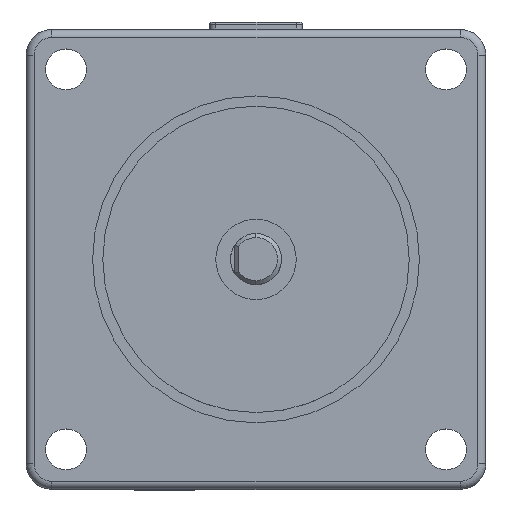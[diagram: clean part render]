
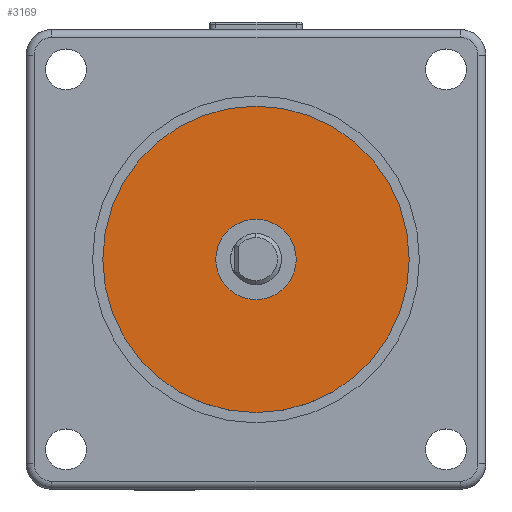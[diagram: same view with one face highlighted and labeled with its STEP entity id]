
A CAD part, top view. The second image highlights one B-rep face of the part: STEP entity #3169.
In plain terms, the highlighted planar face has unit normal (0, 0, 1).
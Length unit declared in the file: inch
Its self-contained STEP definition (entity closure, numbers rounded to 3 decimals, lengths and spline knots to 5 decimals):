
#13 = VERTEX_POINT ( 'NONE', #3404 ) ;
#20 = VERTEX_POINT ( 'NONE', #3348 ) ;
#23 = VERTEX_POINT ( 'NONE', #3367 ) ;
#204 = EDGE_LOOP ( 'NONE', ( #2447, #2450 ) ) ;
#207 = EDGE_LOOP ( 'NONE', ( #2538, #2448 ) ) ;
#452 = EDGE_CURVE ( 'NONE', #13, #3413, #2910, .T. ) ;
#532 = EDGE_CURVE ( 'NONE', #23, #20, #2755, .T. ) ;
#742 = CARTESIAN_POINT ( 'NONE',  ( 0., -0.75, 0.06 ) ) ;
#927 = DIRECTION ( 'NONE',  ( 0., 1., 0. ) ) ;
#929 = DIRECTION ( 'NONE',  ( 0., 0., -1. ) ) ;
#953 = CARTESIAN_POINT ( 'NONE',  ( 0., 0., 0.06 ) ) ;
#1229 = DIRECTION ( 'NONE',  ( 0., 1., 0. ) ) ;
#1235 = DIRECTION ( 'NONE',  ( 0., 0., -1. ) ) ;
#1256 = CARTESIAN_POINT ( 'NONE',  ( 0., 0., 0.06 ) ) ;
#1263 = DIRECTION ( 'NONE',  ( 0., -1., 0. ) ) ;
#1264 = DIRECTION ( 'NONE',  ( 0., 0., 1. ) ) ;
#1273 = CARTESIAN_POINT ( 'NONE',  ( 0., 0., 0.06 ) ) ;
#1288 = CARTESIAN_POINT ( 'NONE',  ( 0., 0., 0.06 ) ) ;
#1310 = DIRECTION ( 'NONE',  ( 0., -1., 0. ) ) ;
#1321 = DIRECTION ( 'NONE',  ( 0., 0., 1. ) ) ;
#1407 = EDGE_CURVE ( 'NONE', #20, #23, #2833, .T. ) ;
#1411 = EDGE_CURVE ( 'NONE', #3413, #13, #2840, .T. ) ;
#1497 = AXIS2_PLACEMENT_3D ( 'NONE', #953, #929, #927 ) ;
#1532 = AXIS2_PLACEMENT_3D ( 'NONE', #1273, #1321, #1310 ) ;
#1561 = AXIS2_PLACEMENT_3D ( 'NONE', #1288, #1264, #1263 ) ;
#1563 = AXIS2_PLACEMENT_3D ( 'NONE', #1256, #1235, #1229 ) ;
#1624 = AXIS2_PLACEMENT_3D ( 'NONE', #2154, #2146, #2145 ) ;
#2145 = DIRECTION ( 'NONE',  ( 0., -1., 0. ) ) ;
#2146 = DIRECTION ( 'NONE',  ( 0., 0., 1. ) ) ;
#2154 = CARTESIAN_POINT ( 'NONE',  ( 0., 0., 0.06 ) ) ;
#2162 = PLANE ( 'NONE',  #1624 ) ;
#2447 = ORIENTED_EDGE ( 'NONE', *, *, #1407, .F. ) ;
#2448 = ORIENTED_EDGE ( 'NONE', *, *, #1411, .F. ) ;
#2450 = ORIENTED_EDGE ( 'NONE', *, *, #532, .F. ) ;
#2538 = ORIENTED_EDGE ( 'NONE', *, *, #452, .F. ) ;
#2755 = CIRCLE ( 'NONE', #1532, 0.19685 ) ;
#2833 = CIRCLE ( 'NONE', #1561, 0.19685 ) ;
#2840 = CIRCLE ( 'NONE', #1563, 0.75 ) ;
#2910 = CIRCLE ( 'NONE', #1497, 0.75 ) ;
#3125 = FACE_BOUND ( 'NONE', #204, .T. ) ;
#3126 = FACE_OUTER_BOUND ( 'NONE', #207, .T. ) ;
#3169 = ADVANCED_FACE ( 'NONE', ( #3126, #3125 ), #2162, .T. ) ;
#3348 = CARTESIAN_POINT ( 'NONE',  ( 0., -0.19685, 0.06 ) ) ;
#3367 = CARTESIAN_POINT ( 'NONE',  ( 0., 0.19685, 0.06 ) ) ;
#3404 = CARTESIAN_POINT ( 'NONE',  ( 0., 0.75, 0.06 ) ) ;
#3413 = VERTEX_POINT ( 'NONE', #742 ) ;
